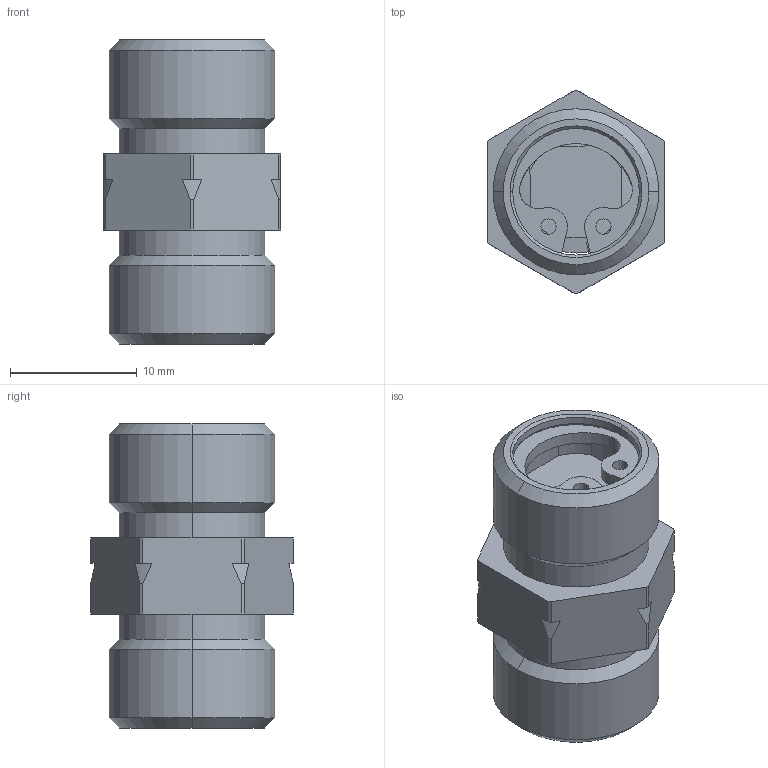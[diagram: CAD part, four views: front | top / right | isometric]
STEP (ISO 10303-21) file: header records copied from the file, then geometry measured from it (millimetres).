
FILE_DESCRIPTION (( 'STEP AP214' ), '1' );
FILE_NAME ('1711595 Cartreg G 1-4.STEP', '2016-06-09T15:01:02', ( 'w7' ), ( 'Hewlett-Packard Company' ), 'SwSTEP 2.0', 'SolidWorks 2015', '' );
FILE_SCHEMA (( 'AUTOMOTIVE_DESIGN' ));
Length unit declared in the file: millimetre
Products named in the file (1): 1711595 Cartreg G 1-4
Bounding box: 14 x 16 x 24 mm (x, y, z)
Surface area: 1973.8 mm2 (no closed solid volume)
Topology: 0 solids, 5 shells, 115 faces, 302 edges, 194 vertices
Faces by surface type: cylinder 60, plane 25, cone 22, torus 8
Entity records: 4864 total; most frequent: CARTESIAN_POINT 676, DIRECTION 670, ORIENTED_EDGE 542, EDGE_CURVE 302, AXIS2_PLACEMENT_3D 266, VERTEX_POINT 194, CIRCLE 150, VECTOR 138
